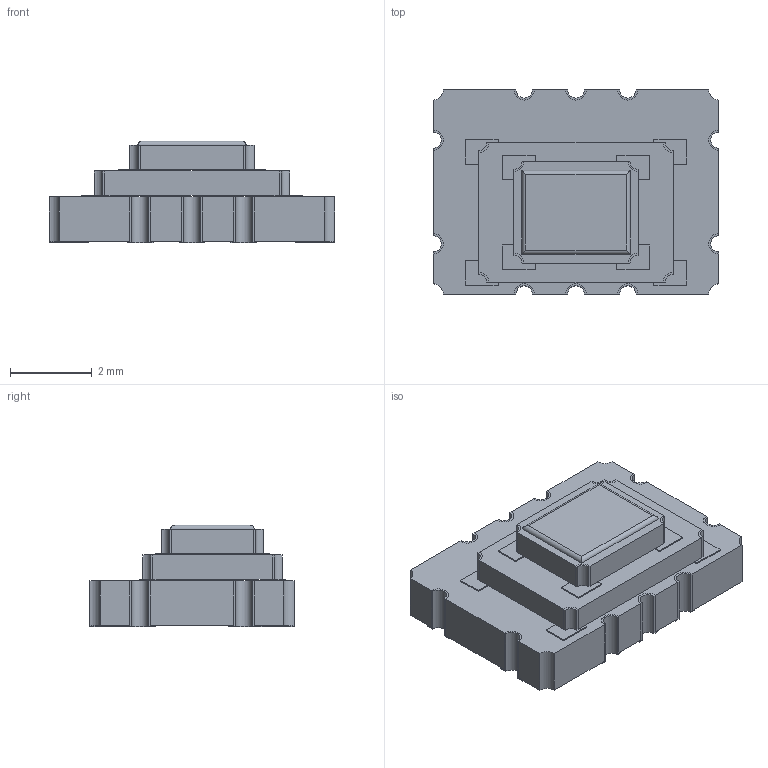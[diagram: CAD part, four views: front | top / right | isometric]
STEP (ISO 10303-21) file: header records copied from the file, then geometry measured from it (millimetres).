
FILE_DESCRIPTION(('STEP AP214'), '1');
FILE_NAME('D75J', '', ('UNSPECIFIED'), ('UNSPECIFIED'), 'ASCON STEP Converter 1.3', 'ASCON Math Kernel', '');
FILE_SCHEMA(('AUTOMOTIVE_DESIGN { 1 0 10303 214 3 1 1}'));
Length unit declared in the file: millimetre
Assembly tree (23 placements, depth 4):
  (unnamed)
    (unnamed)
    (unnamed)  x4
    (unnamed)
    (unnamed)  x5
    (unnamed)
      (unnamed)
      (unnamed)  x4
      (unnamed)
        (unnamed)
        (unnamed)  x4
Bounding box: 7 x 5 x 2.49 mm (x, y, z)
Volume: 52.7 mm3; surface area: 213.8 mm2
Topology: 30 solids, 30 shells, 252 faces, 576 edges, 384 vertices
Faces by surface type: plane 189, cylinder 63
Entity records: 6106 total; most frequent: DIRECTION 726, CARTESIAN_POINT 724, ORIENTED_EDGE 648, EDGE_CURVE 324, LINE 258, VECTOR 258, AXIS2_PLACEMENT_3D 234, VERTEX_POINT 216
